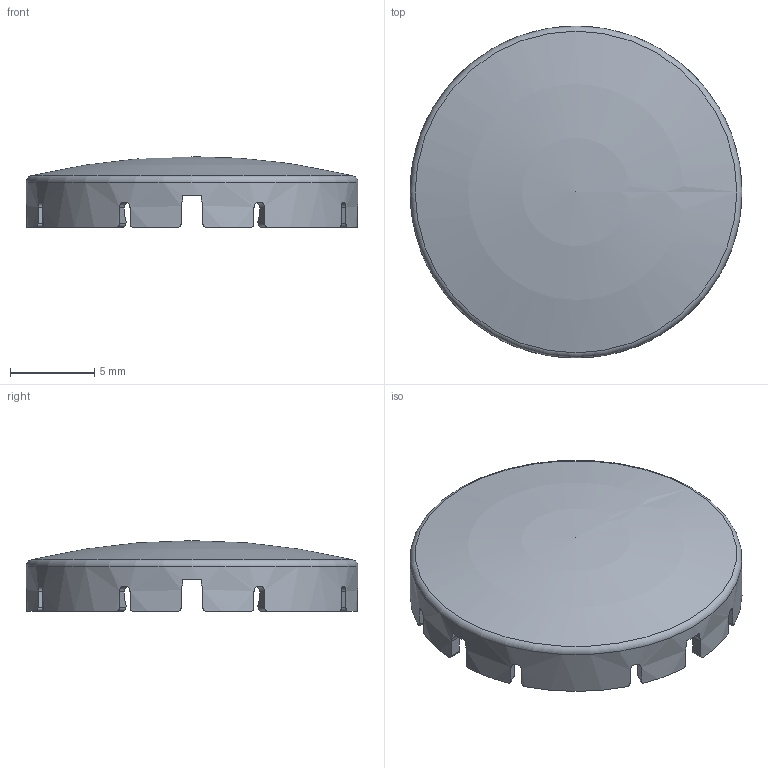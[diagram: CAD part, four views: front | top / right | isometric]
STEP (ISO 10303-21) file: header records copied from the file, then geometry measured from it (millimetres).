
FILE_DESCRIPTION(/* description */ (''),/* implementation_level */ '2;1');
FILE_NAME(/* name */ 'T22DRR_ipt.stp',/* time_stamp */ '2017-09-08T11:26:53+02:00',/* author */ ('ahoffmann'),/* organization */ (''),/* preprocessor_version */ 'ST-DEVELOPER v16.1',/* originating_system */ 'Autodesk Inventor 2016',/* authorisation */ '');
FILE_SCHEMA (('AUTOMOTIVE_DESIGN { 1 0 10303 214 3 1 1 }'));
Length unit declared in the file: millimetre
Products named in the file (1): T22DRR_ipt
Bounding box: 19.7 x 19.7 x 4.19 mm (x, y, z)
Volume: 346.9 mm3; surface area: 931 mm2
Topology: 1 solids, 1 shells, 99 faces, 291 edges, 194 vertices
Faces by surface type: plane 46, cylinder 46, torus 5, sphere 2
Full cylindrical faces by diameter (mm): 17.1 x1, 19.7 x1
Entity records: 3948 total; most frequent: CARTESIAN_POINT 1450, ORIENTED_EDGE 562, DIRECTION 450, EDGE_CURVE 281, VERTEX_POINT 189, LINE 152, VECTOR 152, AXIS2_PLACEMENT_3D 149
